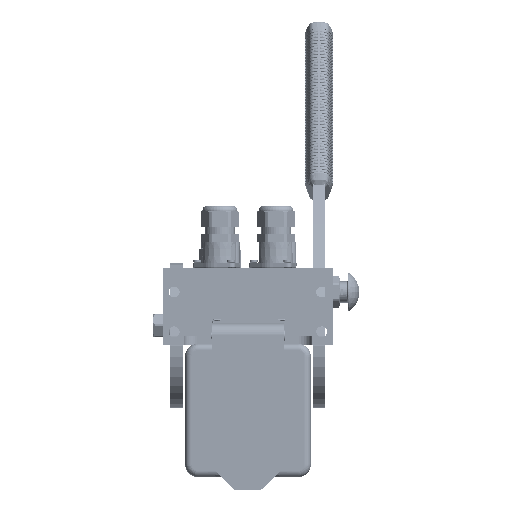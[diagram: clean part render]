
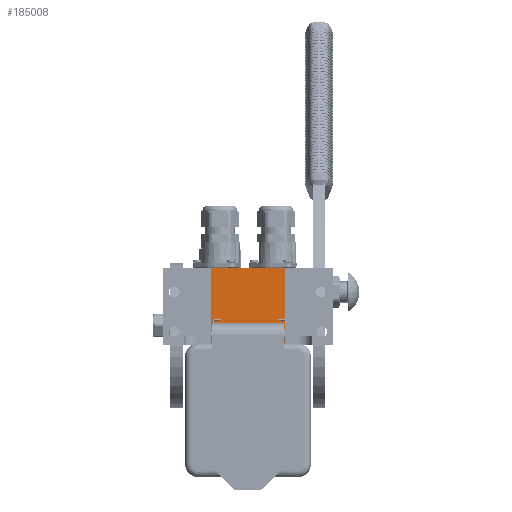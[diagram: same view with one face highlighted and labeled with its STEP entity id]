
A CAD part, left-side view. The second image highlights one B-rep face of the part: STEP entity #185008.
In plain terms, the highlighted face is planar.
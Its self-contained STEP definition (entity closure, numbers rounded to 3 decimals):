
#21145 = CARTESIAN_POINT ( 'NONE',  ( 29., 60.2, -107.5 ) ) ;
#29005 = VERTEX_POINT ( 'NONE', #72229 ) ;
#31213 = ORIENTED_EDGE ( 'NONE', *, *, #78246, .F. ) ;
#37931 = VECTOR ( 'NONE', #51927, 1000. ) ;
#43467 = VECTOR ( 'NONE', #94630, 1000. ) ;
#44235 = VERTEX_POINT ( 'NONE', #128987 ) ;
#51165 = DIRECTION ( 'NONE',  ( 0., 0., -1. ) ) ;
#51927 = DIRECTION ( 'NONE',  ( 0., 1., 0. ) ) ;
#53405 = LINE ( 'NONE', #79304, #43467 ) ;
#54716 = EDGE_CURVE ( 'NONE', #44235, #29005, #129615, .T. ) ;
#59057 = CARTESIAN_POINT ( 'NONE',  ( -29., 60.2, -107.5 ) ) ;
#72229 = CARTESIAN_POINT ( 'NONE',  ( -29., 0., -107.5 ) ) ;
#73445 = CARTESIAN_POINT ( 'NONE',  ( 29., 0., -107.5 ) ) ;
#78246 = EDGE_CURVE ( 'NONE', #185159, #168829, #96197, .T. ) ;
#79304 = CARTESIAN_POINT ( 'NONE',  ( 29., 0., -107.5 ) ) ;
#81175 = PLANE ( 'NONE',  #196776 ) ;
#83238 = DIRECTION ( 'NONE',  ( -1., 0., 0. ) ) ;
#94630 = DIRECTION ( 'NONE',  ( 0., 1., 0. ) ) ;
#95030 = CARTESIAN_POINT ( 'NONE',  ( 29., 60.2, -107.5 ) ) ;
#96197 = LINE ( 'NONE', #95030, #98613 ) ;
#96566 = EDGE_CURVE ( 'NONE', #29005, #168829, #120239, .T. ) ;
#98613 = VECTOR ( 'NONE', #190957, 1000. ) ;
#101105 = ORIENTED_EDGE ( 'NONE', *, *, #167479, .F. ) ;
#101516 = EDGE_LOOP ( 'NONE', ( #131987, #31213, #101105, #113397 ) ) ;
#106094 = DIRECTION ( 'NONE',  ( -1., 0., 0. ) ) ;
#113397 = ORIENTED_EDGE ( 'NONE', *, *, #54716, .T. ) ;
#120239 = LINE ( 'NONE', #145196, #37931 ) ;
#128987 = CARTESIAN_POINT ( 'NONE',  ( 29., 0., -107.5 ) ) ;
#129615 = LINE ( 'NONE', #73445, #159525 ) ;
#131987 = ORIENTED_EDGE ( 'NONE', *, *, #96566, .T. ) ;
#134185 = FACE_OUTER_BOUND ( 'NONE', #101516, .T. ) ;
#145196 = CARTESIAN_POINT ( 'NONE',  ( -29., 0., -107.5 ) ) ;
#159525 = VECTOR ( 'NONE', #106094, 1000. ) ;
#167479 = EDGE_CURVE ( 'NONE', #44235, #185159, #53405, .T. ) ;
#168829 = VERTEX_POINT ( 'NONE', #59057 ) ;
#177792 = CARTESIAN_POINT ( 'NONE',  ( 29., 0., -107.5 ) ) ;
#185008 = ADVANCED_FACE ( 'NONE', ( #134185 ), #81175, .T. ) ;
#185159 = VERTEX_POINT ( 'NONE', #21145 ) ;
#190957 = DIRECTION ( 'NONE',  ( -1., 0., 0. ) ) ;
#196776 = AXIS2_PLACEMENT_3D ( 'NONE', #177792, #51165, #83238 ) ;
